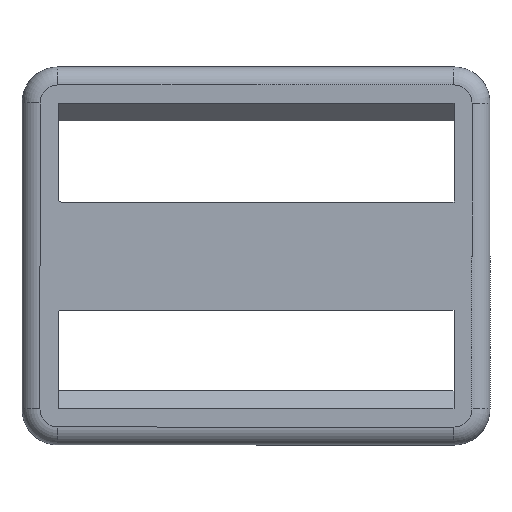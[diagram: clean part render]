
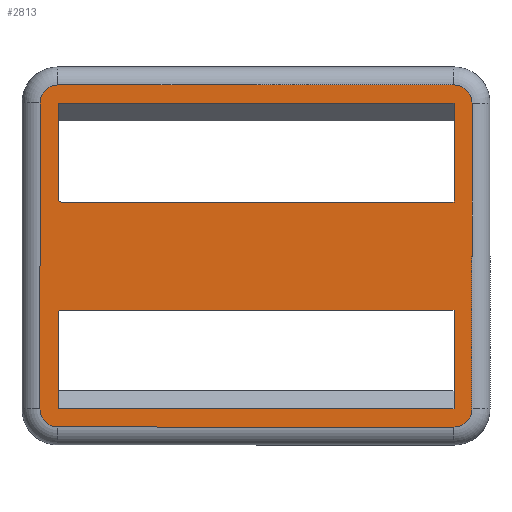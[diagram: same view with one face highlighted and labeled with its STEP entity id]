
A CAD part, front view. The second image highlights one B-rep face of the part: STEP entity #2813.
In plain terms, the highlighted planar face has unit normal (0, -1, 0).
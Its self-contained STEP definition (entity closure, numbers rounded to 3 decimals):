
#41 = ORIENTED_EDGE ( 'NONE', *, *, #4854, .T. ) ;
#55 = LINE ( 'NONE', #1654, #3660 ) ;
#83 = DIRECTION ( 'NONE',  ( -1., 0., 0. ) ) ;
#138 = DIRECTION ( 'NONE',  ( 0., 0., 1. ) ) ;
#143 = EDGE_CURVE ( 'NONE', #2581, #239, #2904, .T. ) ;
#172 = CARTESIAN_POINT ( 'NONE',  ( 11., 0., 3. ) ) ;
#192 = ORIENTED_EDGE ( 'NONE', *, *, #4825, .T. ) ;
#236 = CARTESIAN_POINT ( 'NONE',  ( -10.8, 0., 3.2 ) ) ;
#239 = VERTEX_POINT ( 'NONE', #734 ) ;
#246 = CARTESIAN_POINT ( 'NONE',  ( 11., 0., 8.5 ) ) ;
#276 = ORIENTED_EDGE ( 'NONE', *, *, #3734, .T. ) ;
#282 = VECTOR ( 'NONE', #4339, 1000. ) ;
#329 = CARTESIAN_POINT ( 'NONE',  ( 12., 0., 8.5 ) ) ;
#425 = CARTESIAN_POINT ( 'NONE',  ( 11., 0., 8.5 ) ) ;
#433 = DIRECTION ( 'NONE',  ( 0., 0., 1. ) ) ;
#501 = CARTESIAN_POINT ( 'NONE',  ( -11., 0., 8.5 ) ) ;
#509 = VERTEX_POINT ( 'NONE', #3205 ) ;
#548 = DIRECTION ( 'NONE',  ( 0., 0., 1. ) ) ;
#555 = CIRCLE ( 'NONE', #3500, 1. ) ;
#574 = VECTOR ( 'NONE', #1002, 1000. ) ;
#614 = DIRECTION ( 'NONE',  ( -1., 0., 0. ) ) ;
#639 = EDGE_CURVE ( 'NONE', #509, #4208, #3320, .T. ) ;
#643 = CARTESIAN_POINT ( 'NONE',  ( -11., 0., -3.2 ) ) ;
#665 = EDGE_LOOP ( 'NONE', ( #3028, #2178, #3755, #4378, #41 ) ) ;
#692 = CARTESIAN_POINT ( 'NONE',  ( 12., 0., 8.5 ) ) ;
#702 = VERTEX_POINT ( 'NONE', #329 ) ;
#734 = CARTESIAN_POINT ( 'NONE',  ( -10.8, 0., 3. ) ) ;
#766 = EDGE_CURVE ( 'NONE', #4845, #891, #2751, .T. ) ;
#780 = VECTOR ( 'NONE', #2730, 1000. ) ;
#844 = VERTEX_POINT ( 'NONE', #3126 ) ;
#878 = VECTOR ( 'NONE', #1769, 1000. ) ;
#891 = VERTEX_POINT ( 'NONE', #2641 ) ;
#917 = ORIENTED_EDGE ( 'NONE', *, *, #1233, .T. ) ;
#926 = EDGE_CURVE ( 'NONE', #2895, #702, #4100, .T. ) ;
#949 = ORIENTED_EDGE ( 'NONE', *, *, #2476, .T. ) ;
#992 = CIRCLE ( 'NONE', #2506, 1. ) ;
#1002 = DIRECTION ( 'NONE',  ( 0., 0., -1. ) ) ;
#1005 = ORIENTED_EDGE ( 'NONE', *, *, #3641, .T. ) ;
#1113 = CIRCLE ( 'NONE', #2944, 1. ) ;
#1172 = EDGE_CURVE ( 'NONE', #3741, #4845, #1550, .T. ) ;
#1233 = EDGE_CURVE ( 'NONE', #3349, #3564, #992, .T. ) ;
#1291 = ORIENTED_EDGE ( 'NONE', *, *, #1172, .T. ) ;
#1395 = AXIS2_PLACEMENT_3D ( 'NONE', #4669, #4743, #548 ) ;
#1453 = CARTESIAN_POINT ( 'NONE',  ( 11., 0., -3. ) ) ;
#1549 = FACE_BOUND ( 'NONE', #4535, .T. ) ;
#1550 = CIRCLE ( 'NONE', #1395, 1. ) ;
#1611 = CARTESIAN_POINT ( 'NONE',  ( 11., 0., 8.5 ) ) ;
#1615 = EDGE_CURVE ( 'NONE', #1966, #2581, #2787, .T. ) ;
#1654 = CARTESIAN_POINT ( 'NONE',  ( -11., 0., -3. ) ) ;
#1714 = CARTESIAN_POINT ( 'NONE',  ( 12., 0., -8.5 ) ) ;
#1726 = VECTOR ( 'NONE', #4057, 1000. ) ;
#1738 = CIRCLE ( 'NONE', #2220, 0.2 ) ;
#1768 = EDGE_LOOP ( 'NONE', ( #4534, #949, #4630, #4695, #2610, #917, #1794, #1291 ) ) ;
#1769 = DIRECTION ( 'NONE',  ( 1., 0., 0. ) ) ;
#1794 = ORIENTED_EDGE ( 'NONE', *, *, #3477, .T. ) ;
#1814 = VERTEX_POINT ( 'NONE', #2684 ) ;
#1966 = VERTEX_POINT ( 'NONE', #1611 ) ;
#1982 = EDGE_CURVE ( 'NONE', #1814, #3349, #4705, .T. ) ;
#2021 = DIRECTION ( 'NONE',  ( 0., -1., 0. ) ) ;
#2028 = CARTESIAN_POINT ( 'NONE',  ( -11., 0., -8.5 ) ) ;
#2050 = VERTEX_POINT ( 'NONE', #2057 ) ;
#2057 = CARTESIAN_POINT ( 'NONE',  ( -10.8, 0., -3. ) ) ;
#2076 = DIRECTION ( 'NONE',  ( 0., -1., 0. ) ) ;
#2089 = DIRECTION ( 'NONE',  ( 0., 0., 1. ) ) ;
#2178 = ORIENTED_EDGE ( 'NONE', *, *, #1615, .T. ) ;
#2188 = CARTESIAN_POINT ( 'NONE',  ( -11., 0., 3. ) ) ;
#2201 = VECTOR ( 'NONE', #83, 1000. ) ;
#2220 = AXIS2_PLACEMENT_3D ( 'NONE', #236, #4715, #138 ) ;
#2359 = LINE ( 'NONE', #2028, #780 ) ;
#2383 = CARTESIAN_POINT ( 'NONE',  ( -11., 0., 7.5 ) ) ;
#2454 = CIRCLE ( 'NONE', #4509, 0.2 ) ;
#2476 = EDGE_CURVE ( 'NONE', #891, #2895, #1113, .T. ) ;
#2506 = AXIS2_PLACEMENT_3D ( 'NONE', #501, #2021, #3530 ) ;
#2541 = EDGE_CURVE ( 'NONE', #702, #1814, #555, .T. ) ;
#2581 = VERTEX_POINT ( 'NONE', #172 ) ;
#2610 = ORIENTED_EDGE ( 'NONE', *, *, #1982, .T. ) ;
#2641 = CARTESIAN_POINT ( 'NONE',  ( 11., 0., -9.5 ) ) ;
#2648 = EDGE_CURVE ( 'NONE', #3506, #1966, #3248, .T. ) ;
#2680 = DIRECTION ( 'NONE',  ( 0., 1., 0. ) ) ;
#2684 = CARTESIAN_POINT ( 'NONE',  ( 11., 0., 9.5 ) ) ;
#2722 = DIRECTION ( 'NONE',  ( 0., 1., 0. ) ) ;
#2725 = VERTEX_POINT ( 'NONE', #1453 ) ;
#2730 = DIRECTION ( 'NONE',  ( -1., 0., 0. ) ) ;
#2751 = LINE ( 'NONE', #3468, #4811 ) ;
#2787 = LINE ( 'NONE', #3950, #282 ) ;
#2813 = ADVANCED_FACE ( 'NONE', ( #3486, #1549, #3833 ), #3071, .F. ) ;
#2892 = CARTESIAN_POINT ( 'NONE',  ( -12., 0., -8.5 ) ) ;
#2895 = VERTEX_POINT ( 'NONE', #1714 ) ;
#2904 = LINE ( 'NONE', #2188, #3733 ) ;
#2944 = AXIS2_PLACEMENT_3D ( 'NONE', #4603, #3513, #3910 ) ;
#2975 = CARTESIAN_POINT ( 'NONE',  ( -11., 0., 8.5 ) ) ;
#3025 = DIRECTION ( 'NONE',  ( 0., 0., -1. ) ) ;
#3028 = ORIENTED_EDGE ( 'NONE', *, *, #2648, .T. ) ;
#3032 = CARTESIAN_POINT ( 'NONE',  ( 11., 0., -8.5 ) ) ;
#3036 = DIRECTION ( 'NONE',  ( 0., 0., 1. ) ) ;
#3071 = PLANE ( 'NONE',  #3220 ) ;
#3078 = CARTESIAN_POINT ( 'NONE',  ( -12., 0., 8.5 ) ) ;
#3126 = CARTESIAN_POINT ( 'NONE',  ( -11., 0., 3.2 ) ) ;
#3149 = DIRECTION ( 'NONE',  ( 1., 0., 0. ) ) ;
#3153 = VERTEX_POINT ( 'NONE', #3032 ) ;
#3196 = DIRECTION ( 'NONE',  ( 0., 0., 1. ) ) ;
#3205 = CARTESIAN_POINT ( 'NONE',  ( -11., 0., -8.5 ) ) ;
#3220 = AXIS2_PLACEMENT_3D ( 'NONE', #425, #2722, #2089 ) ;
#3248 = LINE ( 'NONE', #246, #878 ) ;
#3320 = LINE ( 'NONE', #3367, #1726 ) ;
#3349 = VERTEX_POINT ( 'NONE', #4086 ) ;
#3367 = CARTESIAN_POINT ( 'NONE',  ( -11., 0., -7.5 ) ) ;
#3393 = LINE ( 'NONE', #4158, #3908 ) ;
#3468 = CARTESIAN_POINT ( 'NONE',  ( 11., 0., -9.5 ) ) ;
#3477 = EDGE_CURVE ( 'NONE', #3564, #3741, #3393, .T. ) ;
#3486 = FACE_OUTER_BOUND ( 'NONE', #1768, .T. ) ;
#3500 = AXIS2_PLACEMENT_3D ( 'NONE', #4749, #2076, #3196 ) ;
#3506 = VERTEX_POINT ( 'NONE', #2975 ) ;
#3513 = DIRECTION ( 'NONE',  ( 0., -1., 0. ) ) ;
#3530 = DIRECTION ( 'NONE',  ( 0., 0., 1. ) ) ;
#3564 = VERTEX_POINT ( 'NONE', #3078 ) ;
#3641 = EDGE_CURVE ( 'NONE', #2050, #2725, #55, .T. ) ;
#3660 = VECTOR ( 'NONE', #3889, 1000. ) ;
#3705 = VECTOR ( 'NONE', #3036, 1000. ) ;
#3733 = VECTOR ( 'NONE', #614, 1000. ) ;
#3734 = EDGE_CURVE ( 'NONE', #2725, #3153, #4009, .T. ) ;
#3741 = VERTEX_POINT ( 'NONE', #2892 ) ;
#3746 = ORIENTED_EDGE ( 'NONE', *, *, #639, .T. ) ;
#3755 = ORIENTED_EDGE ( 'NONE', *, *, #143, .T. ) ;
#3791 = CARTESIAN_POINT ( 'NONE',  ( -10.8, 0., -3.2 ) ) ;
#3833 = FACE_BOUND ( 'NONE', #665, .T. ) ;
#3889 = DIRECTION ( 'NONE',  ( 1., 0., 0. ) ) ;
#3908 = VECTOR ( 'NONE', #3025, 1000. ) ;
#3910 = DIRECTION ( 'NONE',  ( 0., 0., 1. ) ) ;
#3913 = DIRECTION ( 'NONE',  ( 0., 0., 1. ) ) ;
#3950 = CARTESIAN_POINT ( 'NONE',  ( 11., 0., 7.5 ) ) ;
#3962 = VECTOR ( 'NONE', #3913, 1000. ) ;
#3963 = CARTESIAN_POINT ( 'NONE',  ( 11., 0., -7.5 ) ) ;
#4009 = LINE ( 'NONE', #3963, #574 ) ;
#4057 = DIRECTION ( 'NONE',  ( 0., 0., 1. ) ) ;
#4086 = CARTESIAN_POINT ( 'NONE',  ( -11., 0., 9.5 ) ) ;
#4100 = LINE ( 'NONE', #692, #3705 ) ;
#4158 = CARTESIAN_POINT ( 'NONE',  ( -12., 0., 8.5 ) ) ;
#4208 = VERTEX_POINT ( 'NONE', #643 ) ;
#4233 = LINE ( 'NONE', #2383, #3962 ) ;
#4258 = ORIENTED_EDGE ( 'NONE', *, *, #4733, .T. ) ;
#4339 = DIRECTION ( 'NONE',  ( 0., 0., -1. ) ) ;
#4378 = ORIENTED_EDGE ( 'NONE', *, *, #4641, .T. ) ;
#4509 = AXIS2_PLACEMENT_3D ( 'NONE', #3791, #2680, #433 ) ;
#4534 = ORIENTED_EDGE ( 'NONE', *, *, #766, .T. ) ;
#4535 = EDGE_LOOP ( 'NONE', ( #192, #3746, #4258, #1005, #276 ) ) ;
#4603 = CARTESIAN_POINT ( 'NONE',  ( 11., 0., -8.5 ) ) ;
#4606 = CARTESIAN_POINT ( 'NONE',  ( -11., 0., -9.5 ) ) ;
#4609 = CARTESIAN_POINT ( 'NONE',  ( 11., 0., 9.5 ) ) ;
#4630 = ORIENTED_EDGE ( 'NONE', *, *, #926, .T. ) ;
#4641 = EDGE_CURVE ( 'NONE', #239, #844, #1738, .T. ) ;
#4669 = CARTESIAN_POINT ( 'NONE',  ( -11., 0., -8.5 ) ) ;
#4695 = ORIENTED_EDGE ( 'NONE', *, *, #2541, .T. ) ;
#4705 = LINE ( 'NONE', #4609, #2201 ) ;
#4715 = DIRECTION ( 'NONE',  ( 0., 1., 0. ) ) ;
#4733 = EDGE_CURVE ( 'NONE', #4208, #2050, #2454, .T. ) ;
#4743 = DIRECTION ( 'NONE',  ( 0., -1., 0. ) ) ;
#4749 = CARTESIAN_POINT ( 'NONE',  ( 11., 0., 8.5 ) ) ;
#4811 = VECTOR ( 'NONE', #3149, 1000. ) ;
#4825 = EDGE_CURVE ( 'NONE', #3153, #509, #2359, .T. ) ;
#4845 = VERTEX_POINT ( 'NONE', #4606 ) ;
#4854 = EDGE_CURVE ( 'NONE', #844, #3506, #4233, .T. ) ;
